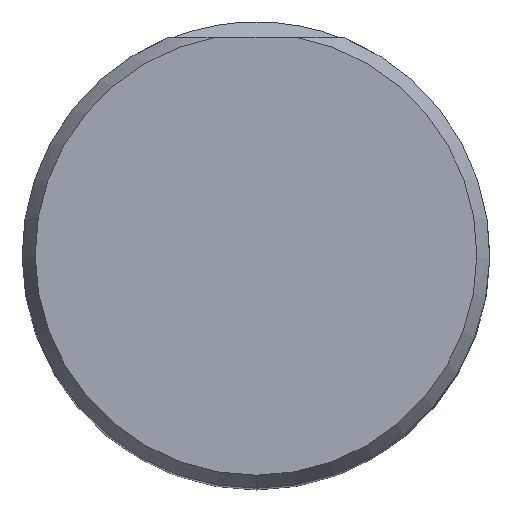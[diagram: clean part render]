
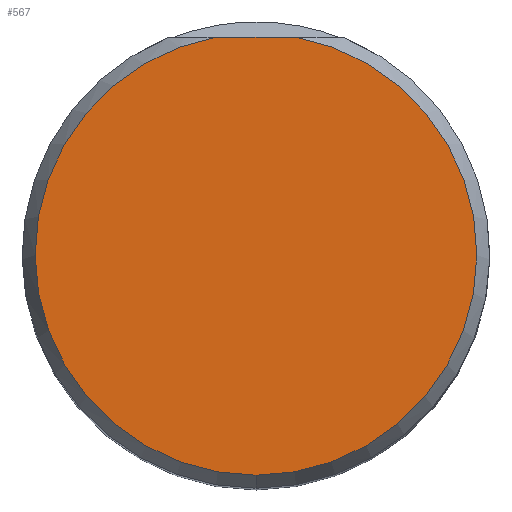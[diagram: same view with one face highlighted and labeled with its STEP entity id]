
A CAD part, top view. The second image highlights one B-rep face of the part: STEP entity #567.
In plain terms, the highlighted planar face has unit normal (0, 0, 1).
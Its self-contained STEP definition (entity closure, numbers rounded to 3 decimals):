
#313=VERTEX_POINT('',#811);
#345=EDGE_CURVE('',#313,#667,#847,.T.);
#351=EDGE_CURVE('',#597,#667,#855,.T.);
#567=ADVANCED_FACE('',(#1091),#1092,.T.);
#597=VERTEX_POINT('',#1125);
#635=EDGE_CURVE('',#313,#597,#1164,.T.);
#667=VERTEX_POINT('',#1198);
#811=CARTESIAN_POINT('',(2.108,11.617,0.0));
#847=LINE('',#3208,#3209);
#855=CIRCLE('',#3219,11.807);
#1091=FACE_OUTER_BOUND('',#5841,.T.);
#1092=PLANE('',#5842);
#1125=CARTESIAN_POINT('',(0.,-11.807,0.0));
#1164=CIRCLE('',#6095,11.807);
#1198=CARTESIAN_POINT('',(-2.108,11.617,0.0));
#3208=CARTESIAN_POINT('',(-6.25,11.617,0.));
#3209=VECTOR('',#9683,1.0);
#3219=AXIS2_PLACEMENT_3D('',#9716,#9717,#9718);
#5841=EDGE_LOOP('',(#9973,#9974,#9975));
#5842=AXIS2_PLACEMENT_3D('',#9976,#9977,#9978);
#6095=AXIS2_PLACEMENT_3D('',#10032,#10033,#10034);
#9683=DIRECTION('',(-1.0,0.0,0.0));
#9716=CARTESIAN_POINT('',(0.0,0.0,0.0));
#9717=DIRECTION('',(0.0,0.0,-1.0));
#9718=DIRECTION('',(0.0,1.0,0.0));
#9973=ORIENTED_EDGE('',*,*,#345,.T.);
#9974=ORIENTED_EDGE('',*,*,#351,.F.);
#9975=ORIENTED_EDGE('',*,*,#635,.F.);
#9976=CARTESIAN_POINT('',(0.0,5.904,0.0));
#9977=DIRECTION('',(-0.0,0.0,1.0));
#9978=DIRECTION('',(0.0,-1.0,0.0));
#10032=CARTESIAN_POINT('',(0.0,0.0,0.0));
#10033=DIRECTION('',(0.0,0.0,-1.0));
#10034=DIRECTION('',(0.0,1.0,0.0));
